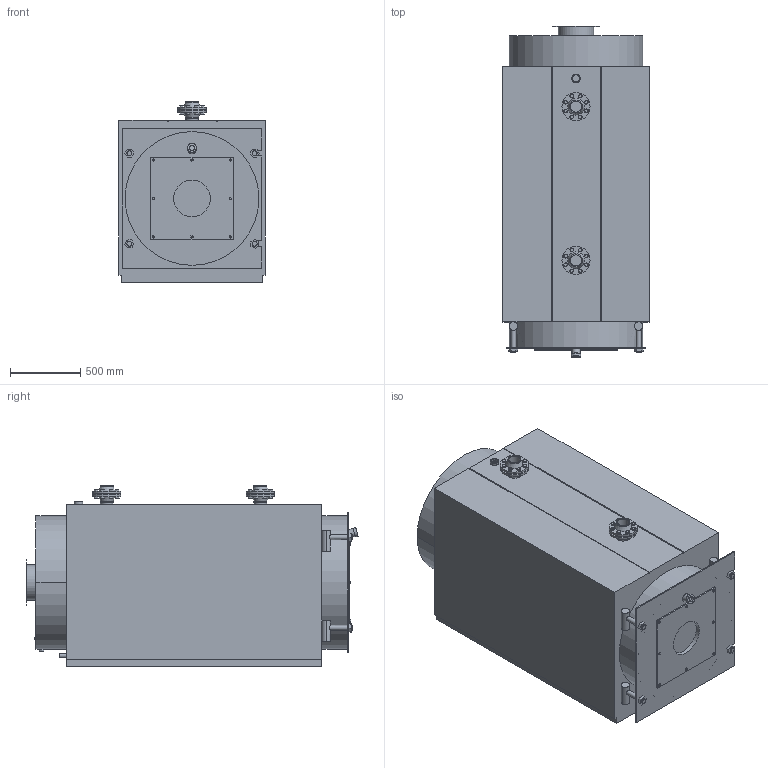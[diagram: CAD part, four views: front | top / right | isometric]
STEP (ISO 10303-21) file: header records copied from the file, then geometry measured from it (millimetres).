
FILE_DESCRIPTION(/* description */ (''),/* implementation_level */ '2;1');
FILE_NAME(/* name */ 'KPG-580 (3D).stp',/* time_stamp */ '2020-11-25T19:52:10+03:00',/* author */ ('Пользователь'),/* organization */ (''),/* preprocessor_version */ 'ST-DEVELOPER v18',/* originating_system */ 'Autodesk Inventor 2020',/* authorisation */ '');
FILE_SCHEMA (('AUTOMOTIVE_DESIGN { 1 0 10303 214 3 1 1 }'));
Length unit declared in the file: millimetre
Products named in the file (6): 580; 580_1; FC-80DN; ISO 7005-2 Фланец приварной 
с буртиком, тип 
11 - ISO PN 25 Чугун с шаровидным 
графитом DN80; AS 1110 - M16 x 55; AS 1112 - M16  Тип 10
Assembly tree (21 placements, depth 3):
  580
    580_1
    FC-80DN  x2
      ISO 7005-2 Фланец приварной 
с буртиком, тип 
11 - ISO PN 25 Чугун с шаровидным 
графитом DN80
      AS 1110 - M16 x 55
      AS 1112 - M16  Тип 10
Bounding box: 1040 x 2357.59 x 1282 mm (x, y, z)
Volume: 2465886341.3 mm3; surface area: 13077743.7 mm2
Topology: 40 solids, 50 shells, 1068 faces, 2401 edges, 1499 vertices
Faces by surface type: plane 582, cone 340, cylinder 146
Full cylindrical faces by diameter (mm): 12 x10, 13.835 x16, 16 x16, 19 x32, 20 x1, 24 x16, 26.8 x1, 34 x8, 40 x3, 50 x1, 57 x1, 60 x1, 65 x1, 80 x4, 89 x2, 92 x4, 132 x4, 200 x4, 244 x1, 250 x1, 260 x1, 330 x1, 950 x1
Entity records: 9453 total; most frequent: CARTESIAN_POINT 1883, DIRECTION 1545, ORIENTED_EDGE 1438, EDGE_CURVE 719, AXIS2_PLACEMENT_3D 534, VERTEX_POINT 486, LINE 477, VECTOR 477
